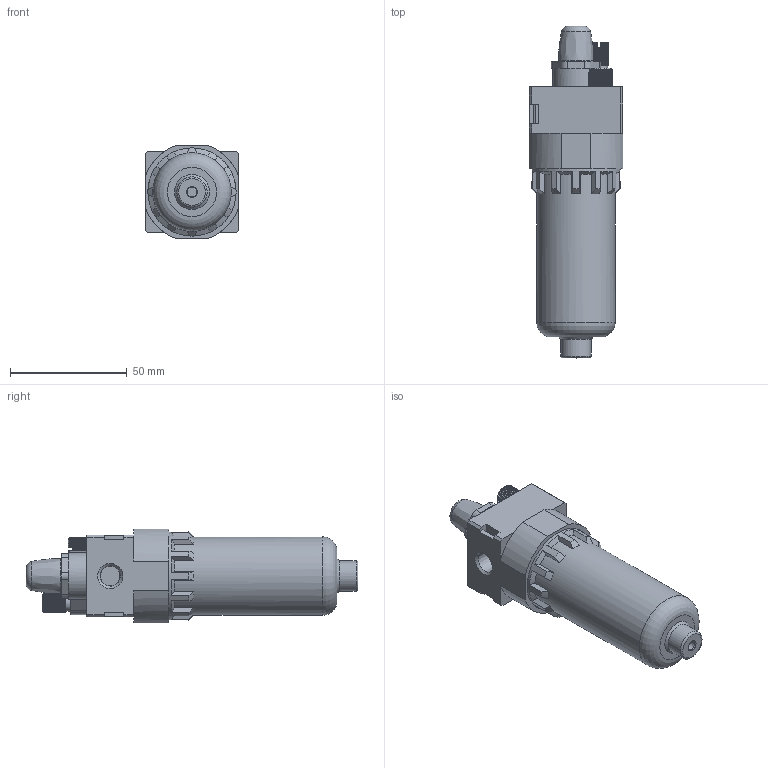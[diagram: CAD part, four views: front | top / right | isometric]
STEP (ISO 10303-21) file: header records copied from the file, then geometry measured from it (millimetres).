
FILE_DESCRIPTION( ( 'STEP AP203' ), '1' );
FILE_NAME( 'MAL200L-6A.stp', '2020-06-22T10:07:24', ( 'License CC BY-ND 4.0' ), ( 'CADENAS' ), ' ', 'PARTsolutions', ' ' );
FILE_SCHEMA( ( 'CONFIG_CONTROL_DESIGN' ) );
Length unit declared in the file: millimetre
Products named in the file (1): _MAL200L-6A
Bounding box: 40 x 142 x 40 mm (x, y, z)
Volume: 85189 mm3; surface area: 24806.6 mm2
Topology: 1 solids, 2 shells, 425 faces, 1151 edges, 742 vertices
Faces by surface type: plane 259, cylinder 100, cone 60, torus 5, bspline 1
Full cylindrical faces by diameter (mm): 4 x1, 6 x1, 7 x1, 8 x1, 13 x1, 15 x1, 20 x1, 33.5 x1, 37.7 x1
Entity records: 13407 total; most frequent: CARTESIAN_POINT 2928, ORIENTED_EDGE 2250, DIRECTION 2078, EDGE_CURVE 1125, VERTEX_POINT 738, AXIS2_PLACEMENT_3D 732, LINE 614, VECTOR 614
